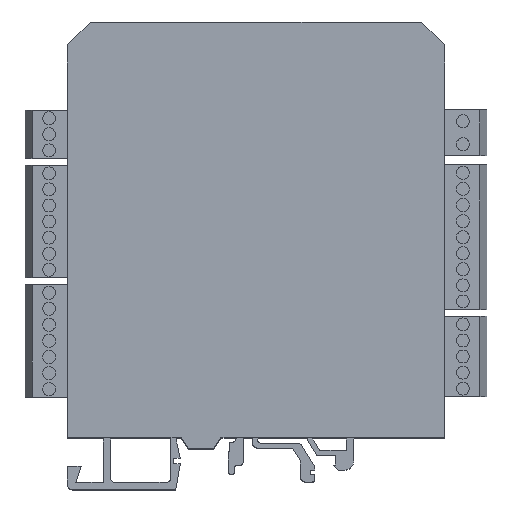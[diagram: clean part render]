
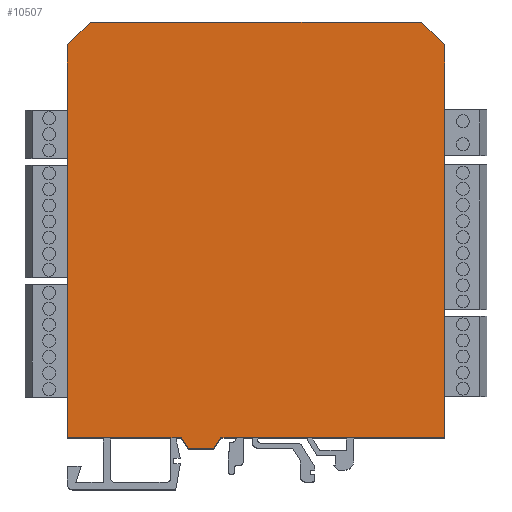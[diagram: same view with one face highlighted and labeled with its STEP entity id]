
A CAD part, top view. The second image highlights one B-rep face of the part: STEP entity #10507.
In plain terms, the highlighted planar face has unit normal (0, 0, 1).
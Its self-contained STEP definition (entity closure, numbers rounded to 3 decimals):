
#50=DIRECTION('',(1.,0.,0.));
#51=VECTOR('',#50,27.15);
#52=CARTESIAN_POINT('',(8.925,45.3,11.15));
#53=LINE('',#52,#51);
#62=DIRECTION('',(1.,0.,0.));
#63=VECTOR('',#62,45.);
#64=CARTESIAN_POINT('',(-36.075,45.3,11.15));
#65=LINE('',#64,#63);
#92=DIRECTION('',(-0.707,0.707,0.));
#93=VECTOR('',#92,7.071);
#94=CARTESIAN_POINT('',(41.075,40.3,11.15));
#95=LINE('',#94,#93);
#96=DIRECTION('',(0.555,0.832,0.));
#97=VECTOR('',#96,2.884);
#98=CARTESIAN_POINT('',(-9.225,-47.7,11.15));
#99=LINE('',#98,#97);
#100=DIRECTION('',(0.555,-0.832,0.));
#101=VECTOR('',#100,2.884);
#102=CARTESIAN_POINT('',(-16.325,-45.3,11.15));
#103=LINE('',#102,#101);
#104=DIRECTION('',(-0.707,-0.707,0.));
#105=VECTOR('',#104,7.071);
#106=CARTESIAN_POINT('',(-36.075,45.3,11.15));
#107=LINE('',#106,#105);
#128=DIRECTION('',(0.,1.,0.));
#129=VECTOR('',#128,85.6);
#130=CARTESIAN_POINT('',(-41.075,-45.3,11.15));
#131=LINE('',#130,#129);
#144=DIRECTION('',(-1.,0.,0.));
#145=VECTOR('',#144,24.75);
#146=CARTESIAN_POINT('',(-16.325,-45.3,11.15));
#147=LINE('',#146,#145);
#160=DIRECTION('',(-1.,0.,0.));
#161=VECTOR('',#160,5.5);
#162=CARTESIAN_POINT('',(-9.225,-47.7,11.15));
#163=LINE('',#162,#161);
#172=DIRECTION('',(-1.,0.,0.));
#173=VECTOR('',#172,48.7);
#174=CARTESIAN_POINT('',(41.075,-45.3,11.15));
#175=LINE('',#174,#173);
#192=DIRECTION('',(0.,-1.,0.));
#193=VECTOR('',#192,85.6);
#194=CARTESIAN_POINT('',(41.075,40.3,11.15));
#195=LINE('',#194,#193);
#8018=CARTESIAN_POINT('',(8.925,45.3,11.15));
#8019=VERTEX_POINT('',#8018);
#8020=CARTESIAN_POINT('',(36.075,45.3,11.15));
#8021=VERTEX_POINT('',#8020);
#8265=CARTESIAN_POINT('',(-7.625,-45.3,11.15));
#8267=VERTEX_POINT('',#8265);
#8268=CARTESIAN_POINT('',(-9.225,-47.7,11.15));
#8269=VERTEX_POINT('',#8268);
#8272=CARTESIAN_POINT('',(-14.725,-47.7,11.15));
#8273=VERTEX_POINT('',#8272);
#8276=CARTESIAN_POINT('',(-16.325,-45.3,11.15));
#8277=VERTEX_POINT('',#8276);
#8280=CARTESIAN_POINT('',(-41.075,-45.3,11.15));
#8281=VERTEX_POINT('',#8280);
#8286=CARTESIAN_POINT('',(41.075,-45.3,11.15));
#8287=VERTEX_POINT('',#8286);
#8403=CARTESIAN_POINT('',(41.075,40.3,11.15));
#8405=VERTEX_POINT('',#8403);
#8754=CARTESIAN_POINT('',(-41.075,40.3,11.15));
#8756=VERTEX_POINT('',#8754);
#8986=CARTESIAN_POINT('',(-36.075,45.3,11.15));
#8987=VERTEX_POINT('',#8986);
#10480=CARTESIAN_POINT('',(0.,0.,11.15));
#10481=DIRECTION('',(0.,0.,1.));
#10482=DIRECTION('',(1.,0.,0.));
#10483=AXIS2_PLACEMENT_3D('',#10480,#10481,#10482);
#10484=PLANE('',#10483);
#10486=ORIENTED_EDGE('',*,*,#10485,.F.);
#10488=ORIENTED_EDGE('',*,*,#10487,.T.);
#10490=ORIENTED_EDGE('',*,*,#10489,.T.);
#10492=ORIENTED_EDGE('',*,*,#10491,.F.);
#10494=ORIENTED_EDGE('',*,*,#10493,.T.);
#10496=ORIENTED_EDGE('',*,*,#10495,.F.);
#10498=ORIENTED_EDGE('',*,*,#10497,.T.);
#10500=ORIENTED_EDGE('',*,*,#10499,.T.);
#10502=ORIENTED_EDGE('',*,*,#10501,.F.);
#10503=ORIENTED_EDGE('',*,*,#10448,.T.);
#10504=ORIENTED_EDGE('',*,*,#10424,.T.);
#10505=EDGE_LOOP('',(#10486,#10488,#10490,#10492,#10494,#10496,#10498,#10500,
#10502,#10503,#10504));
#10506=FACE_OUTER_BOUND('',#10505,.F.);
#10507=ADVANCED_FACE('',(#10506),#10484,.T.);
#10424=EDGE_CURVE('',#8019,#8021,#53,.T.);
#10448=EDGE_CURVE('',#8987,#8019,#65,.T.);
#10485=EDGE_CURVE('',#8405,#8021,#95,.T.);
#10487=EDGE_CURVE('',#8405,#8287,#195,.T.);
#10489=EDGE_CURVE('',#8287,#8267,#175,.T.);
#10491=EDGE_CURVE('',#8269,#8267,#99,.T.);
#10493=EDGE_CURVE('',#8269,#8273,#163,.T.);
#10495=EDGE_CURVE('',#8277,#8273,#103,.T.);
#10497=EDGE_CURVE('',#8277,#8281,#147,.T.);
#10499=EDGE_CURVE('',#8281,#8756,#131,.T.);
#10501=EDGE_CURVE('',#8987,#8756,#107,.T.);
